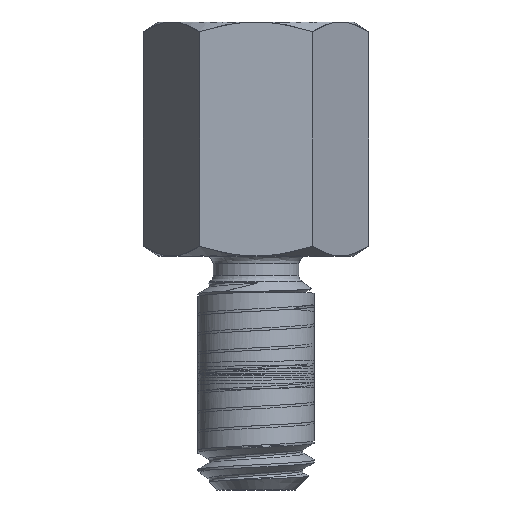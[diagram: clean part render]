
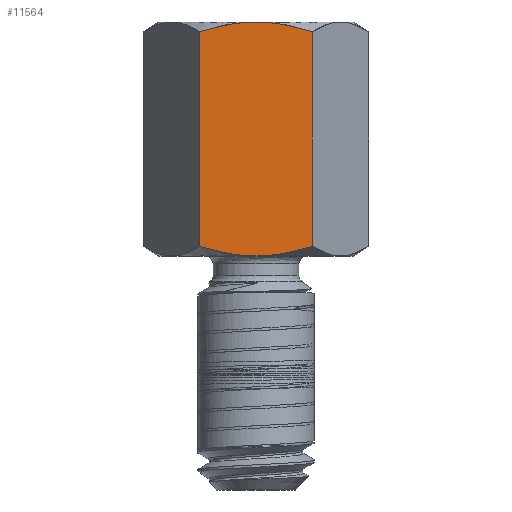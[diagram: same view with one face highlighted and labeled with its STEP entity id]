
A CAD part, front view. The second image highlights one B-rep face of the part: STEP entity #11564.
In plain terms, the highlighted planar face has unit normal (0, -1, 0).
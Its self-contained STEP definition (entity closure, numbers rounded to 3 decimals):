
#1 = VERTEX_POINT ( 'NONE', #6473 ) ;
#7 = CARTESIAN_POINT ( 'NONE',  ( -1.181, -2.5, 0.165 ) ) ;
#173 = EDGE_CURVE ( 'NONE', #5454, #5154, #7542, .T. ) ;
#225 = PLANE ( 'NONE',  #10470 ) ;
#348 = VERTEX_POINT ( 'NONE', #6060 ) ;
#478 = ORIENTED_EDGE ( 'NONE', *, *, #539, .T. ) ;
#536 = CARTESIAN_POINT ( 'NONE',  ( 1.443, -2.5, 0.25 ) ) ;
#539 = EDGE_CURVE ( 'NONE', #5154, #3681, #6646, .T. ) ;
#552 = CARTESIAN_POINT ( 'NONE',  ( -1.181, -2.5, 5.835 ) ) ;
#620 = LINE ( 'NONE', #4883, #5528 ) ;
#989 = CARTESIAN_POINT ( 'NONE',  ( 1.443, -2.5, 0. ) ) ;
#1050 = EDGE_CURVE ( 'NONE', #348, #1, #11310, .T. ) ;
#1166 = EDGE_LOOP ( 'NONE', ( #7394, #7685, #478, #10055, #1729, #4928 ) ) ;
#1243 = CARTESIAN_POINT ( 'NONE',  ( -0.459, -2.5, 0.02 ) ) ;
#1729 = ORIENTED_EDGE ( 'NONE', *, *, #1050, .T. ) ;
#2170 = CARTESIAN_POINT ( 'NONE',  ( 0., -2.5, 0. ) ) ;
#2293 = CARTESIAN_POINT ( 'NONE',  ( 1.443, -2.5, 5.75 ) ) ;
#2337 = B_SPLINE_CURVE_WITH_KNOTS ( 'NONE', 3,
 ( #3291, #5160, #11610, #6074, #552, #7014 ),
 .UNSPECIFIED., .F., .F.,
 ( 4, 2, 4 ),
 ( 0., 0.5, 1. ),
 .UNSPECIFIED. ) ;
#2417 = FACE_OUTER_BOUND ( 'NONE', #1166, .T. ) ;
#2637 = VECTOR ( 'NONE', #2805, 1000. ) ;
#2805 = DIRECTION ( 'NONE',  ( 0., 0., 1. ) ) ;
#3291 = CARTESIAN_POINT ( 'NONE',  ( 0., -2.5, 6. ) ) ;
#3681 = VERTEX_POINT ( 'NONE', #7237 ) ;
#3787 = CARTESIAN_POINT ( 'NONE',  ( 0., -2.5, 0. ) ) ;
#3809 = VERTEX_POINT ( 'NONE', #5413 ) ;
#4150 = CARTESIAN_POINT ( 'NONE',  ( 0.459, -2.5, 5.98 ) ) ;
#4716 = CARTESIAN_POINT ( 'NONE',  ( 0.459, -2.5, 0.021 ) ) ;
#4883 = CARTESIAN_POINT ( 'NONE',  ( -1.443, -2.5, 0. ) ) ;
#4928 = ORIENTED_EDGE ( 'NONE', *, *, #9104, .T. ) ;
#4951 = DIRECTION ( 'NONE',  ( 0., -1., 0. ) ) ;
#5079 = CARTESIAN_POINT ( 'NONE',  ( 0., -2.5, 6. ) ) ;
#5154 = VERTEX_POINT ( 'NONE', #8362 ) ;
#5160 = CARTESIAN_POINT ( 'NONE',  ( -0.227, -2.5, 6. ) ) ;
#5413 = CARTESIAN_POINT ( 'NONE',  ( -1.443, -2.5, 5.75 ) ) ;
#5454 = VERTEX_POINT ( 'NONE', #10980 ) ;
#5528 = VECTOR ( 'NONE', #11342, 1000. ) ;
#5538 = CARTESIAN_POINT ( 'NONE',  ( -0.931, -2.5, 0.102 ) ) ;
#6060 = CARTESIAN_POINT ( 'NONE',  ( 1.443, -2.5, 5.75 ) ) ;
#6074 = CARTESIAN_POINT ( 'NONE',  ( -0.931, -2.5, 5.898 ) ) ;
#6186 = CARTESIAN_POINT ( 'NONE',  ( 1.181, -2.5, 0.165 ) ) ;
#6473 = CARTESIAN_POINT ( 'NONE',  ( 0., -2.5, 6. ) ) ;
#6646 = B_SPLINE_CURVE_WITH_KNOTS ( 'NONE', 3,
 ( #3787, #9335, #4716, #11177, #6186, #536 ),
 .UNSPECIFIED., .F., .F.,
 ( 4, 2, 4 ),
 ( 0., 0.5, 1. ),
 .UNSPECIFIED. ) ;
#6982 = EDGE_CURVE ( 'NONE', #3809, #5454, #620, .T. ) ;
#7014 = CARTESIAN_POINT ( 'NONE',  ( -1.443, -2.5, 5.75 ) ) ;
#7237 = CARTESIAN_POINT ( 'NONE',  ( 1.443, -2.5, 0.25 ) ) ;
#7394 = ORIENTED_EDGE ( 'NONE', *, *, #6982, .T. ) ;
#7542 = B_SPLINE_CURVE_WITH_KNOTS ( 'NONE', 3,
 ( #10738, #7, #5538, #1243, #7729, #2170 ),
 .UNSPECIFIED., .F., .F.,
 ( 4, 2, 4 ),
 ( 0., 0.5, 1. ),
 .UNSPECIFIED. ) ;
#7685 = ORIENTED_EDGE ( 'NONE', *, *, #173, .T. ) ;
#7729 = CARTESIAN_POINT ( 'NONE',  ( -0.228, -2.5, 0. ) ) ;
#7838 = CARTESIAN_POINT ( 'NONE',  ( 1.181, -2.5, 5.835 ) ) ;
#8362 = CARTESIAN_POINT ( 'NONE',  ( 0., -2.5, 0. ) ) ;
#9104 = EDGE_CURVE ( 'NONE', #1, #3809, #2337, .T. ) ;
#9335 = CARTESIAN_POINT ( 'NONE',  ( 0.227, -2.5, 0. ) ) ;
#9430 = EDGE_CURVE ( 'NONE', #3681, #348, #9746, .T. ) ;
#9699 = CARTESIAN_POINT ( 'NONE',  ( 0.931, -2.5, 5.898 ) ) ;
#9746 = LINE ( 'NONE', #989, #2637 ) ;
#10055 = ORIENTED_EDGE ( 'NONE', *, *, #9430, .T. ) ;
#10470 = AXIS2_PLACEMENT_3D ( 'NONE', #10495, #4951, #11409 ) ;
#10495 = CARTESIAN_POINT ( 'NONE',  ( 1.443, -2.5, 0. ) ) ;
#10623 = CARTESIAN_POINT ( 'NONE',  ( 0.228, -2.5, 6. ) ) ;
#10738 = CARTESIAN_POINT ( 'NONE',  ( -1.443, -2.5, 0.25 ) ) ;
#10980 = CARTESIAN_POINT ( 'NONE',  ( -1.443, -2.5, 0.25 ) ) ;
#11177 = CARTESIAN_POINT ( 'NONE',  ( 0.931, -2.5, 0.102 ) ) ;
#11310 = B_SPLINE_CURVE_WITH_KNOTS ( 'NONE', 3,
 ( #2293, #7838, #9699, #4150, #10623, #5079 ),
 .UNSPECIFIED., .F., .F.,
 ( 4, 2, 4 ),
 ( 0., 0.5, 1. ),
 .UNSPECIFIED. ) ;
#11342 = DIRECTION ( 'NONE',  ( 0., 0., -1. ) ) ;
#11409 = DIRECTION ( 'NONE',  ( 0., 0., -1. ) ) ;
#11564 = ADVANCED_FACE ( 'NONE', ( #2417 ), #225, .T. ) ;
#11610 = CARTESIAN_POINT ( 'NONE',  ( -0.459, -2.5, 5.979 ) ) ;
